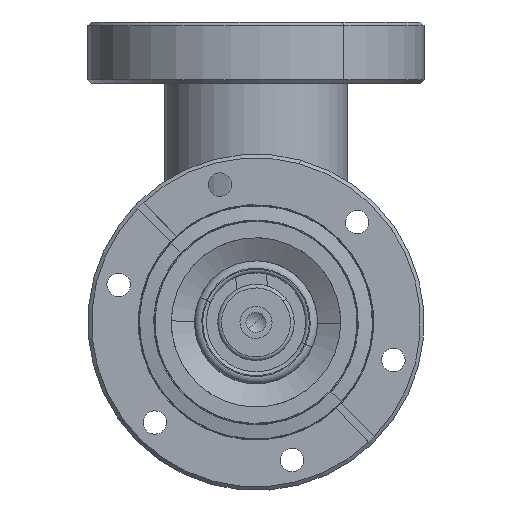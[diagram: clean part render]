
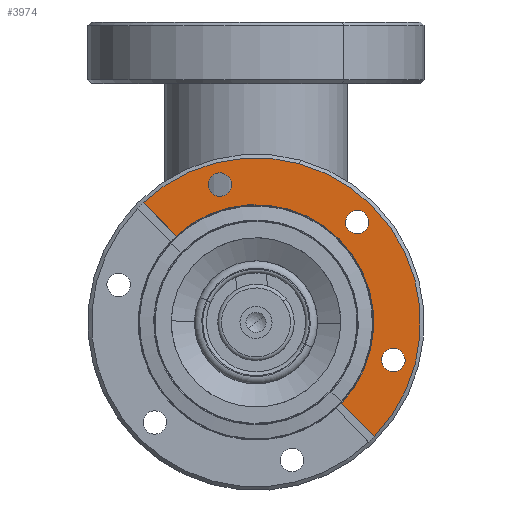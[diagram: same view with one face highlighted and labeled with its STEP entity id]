
A CAD part, front view. The second image highlights one B-rep face of the part: STEP entity #3974.
In plain terms, the highlighted planar face has unit normal (0, -1, 0).
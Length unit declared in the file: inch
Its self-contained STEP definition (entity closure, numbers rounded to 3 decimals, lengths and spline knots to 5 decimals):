
#3476 = EDGE_CURVE ( 'NONE', #3626, #3586, #11473, .T. ) ;
#3582 = EDGE_CURVE ( 'NONE', #3633, #3632, #11718, .T. ) ;
#3583 = EDGE_CURVE ( 'NONE', #3627, #3625, #11716, .T. ) ;
#3586 = VERTEX_POINT ( 'NONE', #11858 ) ;
#3614 = VERTEX_POINT ( 'NONE', #11780 ) ;
#3616 = EDGE_CURVE ( 'NONE', #3732, #3614, #11747, .T. ) ;
#3625 = VERTEX_POINT ( 'NONE', #11875 ) ;
#3626 = VERTEX_POINT ( 'NONE', #11879 ) ;
#3627 = VERTEX_POINT ( 'NONE', #11883 ) ;
#3632 = VERTEX_POINT ( 'NONE', #11661 ) ;
#3633 = VERTEX_POINT ( 'NONE', #11876 ) ;
#3718 = EDGE_CURVE ( 'NONE', #3745, #3724, #12015, .T. ) ;
#3724 = VERTEX_POINT ( 'NONE', #12071 ) ;
#3732 = VERTEX_POINT ( 'NONE', #11894 ) ;
#3745 = VERTEX_POINT ( 'NONE', #12111 ) ;
#3842 = ORIENTED_EDGE ( 'NONE', *, *, #3718, .T. ) ;
#3843 = ORIENTED_EDGE ( 'NONE', *, *, #3971, .F. ) ;
#3844 = EDGE_CURVE ( 'NONE', #3959, #3745, #11979, .T. ) ;
#3845 = ORIENTED_EDGE ( 'NONE', *, *, #3844, .T. ) ;
#3866 = ORIENTED_EDGE ( 'NONE', *, *, #3978, .F. ) ;
#3954 = ORIENTED_EDGE ( 'NONE', *, *, #3583, .F. ) ;
#3955 = ORIENTED_EDGE ( 'NONE', *, *, #3961, .F. ) ;
#3956 = ORIENTED_EDGE ( 'NONE', *, *, #3476, .T. ) ;
#3957 = EDGE_CURVE ( 'NONE', #3614, #3732, #12239, .T. ) ;
#3958 = VERTEX_POINT ( 'NONE', #12263 ) ;
#3959 = VERTEX_POINT ( 'NONE', #12252 ) ;
#3960 = ORIENTED_EDGE ( 'NONE', *, *, #3616, .F. ) ;
#3961 = EDGE_CURVE ( 'NONE', #3958, #3724, #12204, .T. ) ;
#3962 = EDGE_CURVE ( 'NONE', #3958, #3626, #12210, .T. ) ;
#3964 = ORIENTED_EDGE ( 'NONE', *, *, #3962, .T. ) ;
#3967 = EDGE_CURVE ( 'NONE', #3632, #3633, #12193, .T. ) ;
#3968 = ORIENTED_EDGE ( 'NONE', *, *, #3957, .F. ) ;
#3971 = EDGE_CURVE ( 'NONE', #3959, #3586, #12182, .T. ) ;
#3973 = EDGE_LOOP ( 'NONE', ( #3955, #3964, #3956, #3843, #3845, #3842 ) ) ;
#3974 = ADVANCED_FACE ( 'NONE', ( #12191, #12202, #12180, #12176 ), #12183, .T. ) ;
#3975 = ORIENTED_EDGE ( 'NONE', *, *, #3582, .F. ) ;
#3976 = ORIENTED_EDGE ( 'NONE', *, *, #3967, .F. ) ;
#3977 = EDGE_LOOP ( 'NONE', ( #3968, #3960 ) ) ;
#3978 = EDGE_CURVE ( 'NONE', #3625, #3627, #12195, .T. ) ;
#3979 = EDGE_LOOP ( 'NONE', ( #3866, #3954 ) ) ;
#3994 = EDGE_LOOP ( 'NONE', ( #3976, #3975 ) ) ;
#11472 = AXIS2_PLACEMENT_3D ( 'NONE', #11523, #11544, #11543 ) ;
#11473 = CIRCLE ( 'NONE', #11472, 1.335 ) ;
#11523 = CARTESIAN_POINT ( 'NONE',  ( 0., -4.629, 0. ) ) ;
#11543 = DIRECTION ( 'NONE',  ( 0.264, 0., 0.964 ) ) ;
#11544 = DIRECTION ( 'NONE',  ( 0., -1., 0. ) ) ;
#11661 = CARTESIAN_POINT ( 'NONE',  ( -0.26756, -4.629, 1.20995 ) ) ;
#11667 = AXIS2_PLACEMENT_3D ( 'NONE', #11692, #11862, #11861 ) ;
#11692 = CARTESIAN_POINT ( 'NONE',  ( 0.82217, -4.629, 0.81264 ) ) ;
#11693 = DIRECTION ( 'NONE',  ( 0.264, 0., 0.964 ) ) ;
#11694 = DIRECTION ( 'NONE',  ( 0., -1., 0. ) ) ;
#11695 = CARTESIAN_POINT ( 'NONE',  ( -0.29268, -4.629, 1.11834 ) ) ;
#11696 = AXIS2_PLACEMENT_3D ( 'NONE', #11695, #11694, #11693 ) ;
#11716 = CIRCLE ( 'NONE', #11667, 0.095 ) ;
#11718 = CIRCLE ( 'NONE', #11696, 0.095 ) ;
#11747 = CIRCLE ( 'NONE', #11779, 0.095 ) ;
#11779 = AXIS2_PLACEMENT_3D ( 'NONE', #11892, #11891, #11890 ) ;
#11780 = CARTESIAN_POINT ( 'NONE',  ( 1.13997, -4.629, -0.21408 ) ) ;
#11858 = CARTESIAN_POINT ( 'NONE',  ( -0.91617, -4.629, 0.97101 ) ) ;
#11861 = DIRECTION ( 'NONE',  ( 0.264, 0., 0.964 ) ) ;
#11862 = DIRECTION ( 'NONE',  ( 0., -1., 0. ) ) ;
#11875 = CARTESIAN_POINT ( 'NONE',  ( 0.84729, -4.629, 0.90425 ) ) ;
#11876 = CARTESIAN_POINT ( 'NONE',  ( -0.3178, -4.629, 1.02672 ) ) ;
#11879 = CARTESIAN_POINT ( 'NONE',  ( 0.35304, -4.629, 1.28747 ) ) ;
#11883 = CARTESIAN_POINT ( 'NONE',  ( 0.79704, -4.629, 0.72102 ) ) ;
#11890 = DIRECTION ( 'NONE',  ( 0.264, 0., 0.964 ) ) ;
#11891 = DIRECTION ( 'NONE',  ( 0., -1., 0. ) ) ;
#11892 = CARTESIAN_POINT ( 'NONE',  ( 1.11485, -4.629, -0.3057 ) ) ;
#11894 = CARTESIAN_POINT ( 'NONE',  ( 1.08972, -4.629, -0.39732 ) ) ;
#11916 = CARTESIAN_POINT ( 'NONE',  ( 0., -4.629, 0. ) ) ;
#11970 = DIRECTION ( 'NONE',  ( 0.264, 0., 0.964 ) ) ;
#11971 = DIRECTION ( 'NONE',  ( 0., 1., 0. ) ) ;
#11972 = AXIS2_PLACEMENT_3D ( 'NONE', #11916, #11971, #11970 ) ;
#11979 = CIRCLE ( 'NONE', #11972, 0.956 ) ;
#12015 = CIRCLE ( 'NONE', #12070, 0.956 ) ;
#12068 = DIRECTION ( 'NONE',  ( 0.264, 0., 0.964 ) ) ;
#12069 = DIRECTION ( 'NONE',  ( 0., 1., 0. ) ) ;
#12070 = AXIS2_PLACEMENT_3D ( 'NONE', #12102, #12069, #12068 ) ;
#12071 = CARTESIAN_POINT ( 'NONE',  ( 0.69374, -4.629, -0.65777 ) ) ;
#12102 = CARTESIAN_POINT ( 'NONE',  ( 0., -4.629, 0. ) ) ;
#12111 = CARTESIAN_POINT ( 'NONE',  ( 0.25281, -4.629, 0.92197 ) ) ;
#12169 = DIRECTION ( 'NONE',  ( 0.264, 0., 0.964 ) ) ;
#12170 = DIRECTION ( 'NONE',  ( 0., -1., 0. ) ) ;
#12171 = CARTESIAN_POINT ( 'NONE',  ( 0.82217, -4.629, 0.81264 ) ) ;
#12172 = AXIS2_PLACEMENT_3D ( 'NONE', #12171, #12170, #12169 ) ;
#12174 = DIRECTION ( 'NONE',  ( 0.264, 0., 0.964 ) ) ;
#12176 = FACE_OUTER_BOUND ( 'NONE', #3973, .T. ) ;
#12177 = DIRECTION ( 'NONE',  ( -0.703, 0., 0.711 ) ) ;
#12178 = VECTOR ( 'NONE', #12177, 39.37008 ) ;
#12179 = AXIS2_PLACEMENT_3D ( 'NONE', #12201, #12186, #12174 ) ;
#12180 = FACE_BOUND ( 'NONE', #3977, .T. ) ;
#12181 = CARTESIAN_POINT ( 'NONE',  ( 0.96026, -4.629, -0.92743 ) ) ;
#12182 = LINE ( 'NONE', #12181, #12178 ) ;
#12183 = PLANE ( 'NONE',  #12179 ) ;
#12184 = DIRECTION ( 'NONE',  ( 0.264, 0., 0.964 ) ) ;
#12185 = DIRECTION ( 'NONE',  ( 0., -1., 0. ) ) ;
#12186 = DIRECTION ( 'NONE',  ( 0., -1., 0. ) ) ;
#12191 = FACE_BOUND ( 'NONE', #3994, .T. ) ;
#12192 = DIRECTION ( 'NONE',  ( 0.264, 0., 0.964 ) ) ;
#12193 = CIRCLE ( 'NONE', #12198, 0.095 ) ;
#12194 = CARTESIAN_POINT ( 'NONE',  ( -0.29268, -4.629, 1.11834 ) ) ;
#12195 = CIRCLE ( 'NONE', #12172, 0.095 ) ;
#12198 = AXIS2_PLACEMENT_3D ( 'NONE', #12194, #12185, #12184 ) ;
#12199 = DIRECTION ( 'NONE',  ( -0.703, 0., 0.711 ) ) ;
#12200 = VECTOR ( 'NONE', #12199, 39.37008 ) ;
#12201 = CARTESIAN_POINT ( 'NONE',  ( 0.91714, -4.629, -0.25149 ) ) ;
#12202 = FACE_BOUND ( 'NONE', #3979, .T. ) ;
#12203 = CARTESIAN_POINT ( 'NONE',  ( 0.96026, -4.629, -0.92743 ) ) ;
#12204 = LINE ( 'NONE', #12203, #12200 ) ;
#12205 = DIRECTION ( 'NONE',  ( 0.264, 0., 0.964 ) ) ;
#12206 = DIRECTION ( 'NONE',  ( 0., -1., 0. ) ) ;
#12207 = AXIS2_PLACEMENT_3D ( 'NONE', #12211, #12206, #12205 ) ;
#12208 = CARTESIAN_POINT ( 'NONE',  ( 0., -4.629, 0. ) ) ;
#12209 = DIRECTION ( 'NONE',  ( 0., -1., 0. ) ) ;
#12210 = CIRCLE ( 'NONE', #12238, 1.335 ) ;
#12211 = CARTESIAN_POINT ( 'NONE',  ( 1.11485, -4.629, -0.3057 ) ) ;
#12238 = AXIS2_PLACEMENT_3D ( 'NONE', #12208, #12209, #12192 ) ;
#12239 = CIRCLE ( 'NONE', #12207, 0.095 ) ;
#12252 = CARTESIAN_POINT ( 'NONE',  ( -0.64964, -4.629, 0.70136 ) ) ;
#12263 = CARTESIAN_POINT ( 'NONE',  ( 0.96026, -4.629, -0.92743 ) ) ;
